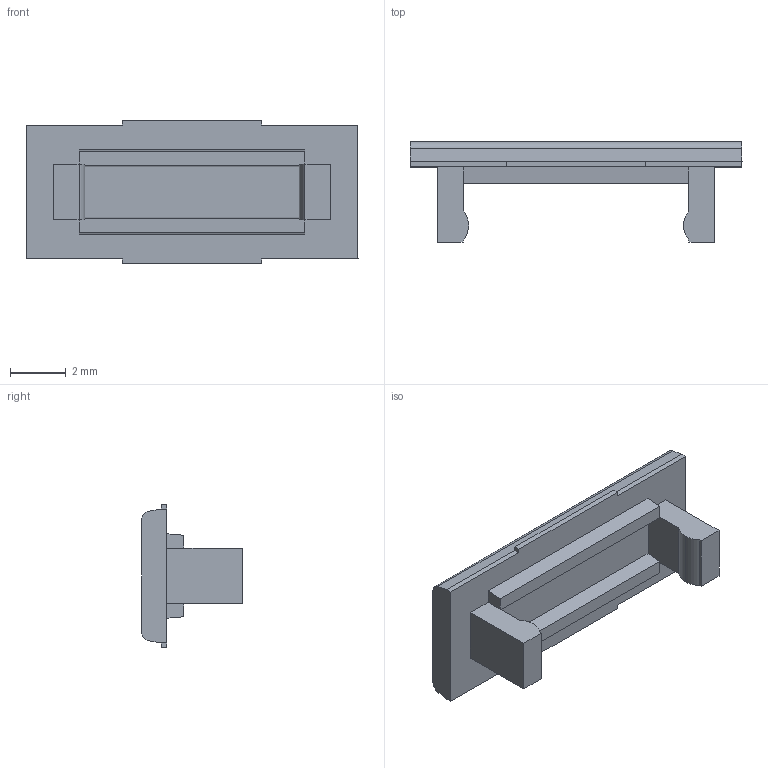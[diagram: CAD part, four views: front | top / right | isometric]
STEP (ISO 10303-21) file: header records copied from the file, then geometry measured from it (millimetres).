
FILE_DESCRIPTION (( 'STEP AP214' ), '1' );
FILE_NAME ('43192_DN-LAB.step', '2014-05-29T09:39:35', ( '' ), ( '' ), 'SwSTEP 2.0', 'SolidWorks 2013', '' );
FILE_SCHEMA (( 'AUTOMOTIVE_DESIGN' ));
Length unit declared in the file: millimetre
Products named in the file (1): 43192_DN-LAB
Bounding box: 11.9 x 3.6 x 5.1 mm (x, y, z)
Volume: 66 mm3; surface area: 193.6 mm2
Topology: 1 solids, 1 shells, 46 faces, 121 edges, 78 vertices
Faces by surface type: plane 41, cylinder 5
Entity records: 1425 total; most frequent: CARTESIAN_POINT 246, ORIENTED_EDGE 242, DIRECTION 225, EDGE_CURVE 121, LINE 111, VECTOR 111, VERTEX_POINT 78, AXIS2_PLACEMENT_3D 57
